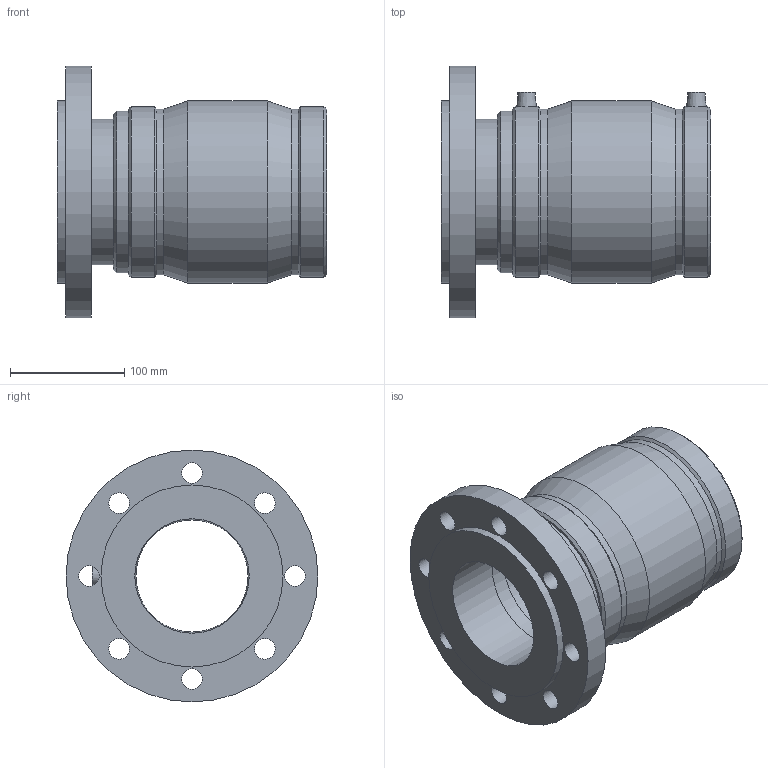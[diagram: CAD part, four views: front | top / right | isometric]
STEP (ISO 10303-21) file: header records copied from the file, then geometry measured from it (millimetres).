
FILE_DESCRIPTION(/* description */ ('PLASSON PE CAST IRON SPIGOT COUPLER TRANSITION 225-200'),/* implementation_level */ '2;1');
FILE_NAME(/* name */ '497704125.ipt.stp',/* time_stamp */ '2018-05-02T16:16:41+03:00',/* author */ ('KIM'),/* organization */ (''),/* preprocessor_version */ 'ST-DEVELOPER v15.6',/* originating_system */ 'Autodesk Inventor 2015',/* authorisation */ '');
FILE_SCHEMA (('AUTOMOTIVE_DESIGN { 1 0 10303 214 3 1 1 }'));
Length unit declared in the file: millimetre
Products named in the file (1): 497704125
Bounding box: 235 x 220 x 220 mm (x, y, z)
Volume: 2404238.8 mm3; surface area: 284522.6 mm2
Topology: 1 solids, 2 shells, 55 faces, 110 edges, 69 vertices
Faces by surface type: cylinder 27, plane 16, cone 12
Full cylindrical faces by diameter (mm): 4 x2, 10 x2, 18 x8, 98 x1, 100 x1, 125 x4, 127.359 x1, 141.51 x1, 144.976 x2, 149.46 x2, 159 x2, 220 x1
Entity records: 1306 total; most frequent: CARTESIAN_POINT 248, DIRECTION 234, EDGE_LOOP 126, ORIENTED_EDGE 126, AXIS2_PLACEMENT_3D 117, FACE_BOUND 71, VERTEX_POINT 63, EDGE_CURVE 63
